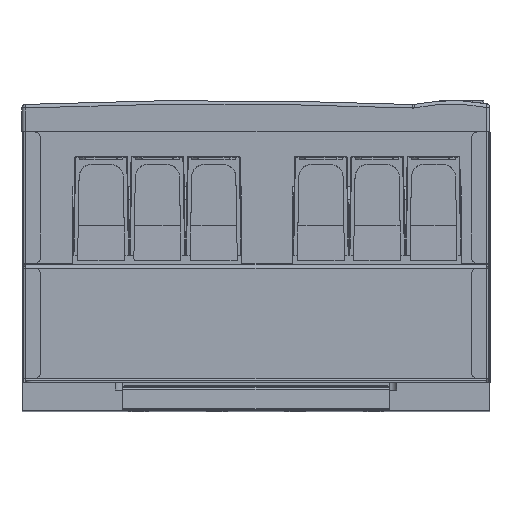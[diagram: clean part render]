
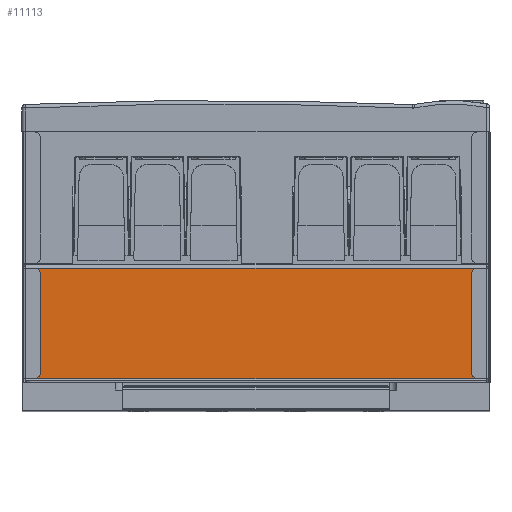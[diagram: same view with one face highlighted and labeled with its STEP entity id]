
A CAD part, top view. The second image highlights one B-rep face of the part: STEP entity #11113.
In plain terms, the highlighted planar face has unit normal (0, 0, 1).
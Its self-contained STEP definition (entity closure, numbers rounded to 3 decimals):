
#11033 = VERTEX_POINT ( 'NONE', #40105 ) ;
#11104 = EDGE_CURVE ( 'NONE', #11105, #11335, #39957, .T. ) ;
#11105 = VERTEX_POINT ( 'NONE', #39953 ) ;
#11113 = ADVANCED_FACE ( 'NONE', ( #40161 ), #40139, .T. ) ;
#11114 = EDGE_LOOP ( 'NONE', ( #11115, #11116, #11784, #11806 ) ) ;
#11115 = ORIENTED_EDGE ( 'NONE', *, *, #11104, .T. ) ;
#11116 = ORIENTED_EDGE ( 'NONE', *, *, #11117, .T. ) ;
#11117 = EDGE_CURVE ( 'NONE', #11335, #11033, #40166, .T. ) ;
#11323 = VERTEX_POINT ( 'NONE', #40450 ) ;
#11327 = EDGE_CURVE ( 'NONE', #11033, #11323, #40448, .T. ) ;
#11335 = VERTEX_POINT ( 'NONE', #40546 ) ;
#11763 = EDGE_CURVE ( 'NONE', #11105, #11323, #41311, .T. ) ;
#11784 = ORIENTED_EDGE ( 'NONE', *, *, #11327, .T. ) ;
#11806 = ORIENTED_EDGE ( 'NONE', *, *, #11763, .F. ) ;
#39953 = CARTESIAN_POINT ( 'NONE',  ( 222., 20.25, 372.25 ) ) ;
#39954 = DIRECTION ( 'NONE',  ( 0., 1., 0. ) ) ;
#39955 = VECTOR ( 'NONE', #39954, 1000. ) ;
#39956 = CARTESIAN_POINT ( 'NONE',  ( 222., 93., 372.25 ) ) ;
#39957 = LINE ( 'NONE', #39956, #39955 ) ;
#40105 = CARTESIAN_POINT ( 'NONE',  ( -72., 90.75, 372.25 ) ) ;
#40136 = DIRECTION ( 'NONE',  ( 0., 0., 1. ) ) ;
#40137 = CARTESIAN_POINT ( 'NONE',  ( -72., 18., 372.25 ) ) ;
#40138 = AXIS2_PLACEMENT_3D ( 'NONE', #40137, #40136, #40167 ) ;
#40139 = PLANE ( 'NONE',  #40138 ) ;
#40147 = DIRECTION ( 'NONE',  ( -1., 0., 0. ) ) ;
#40148 = VECTOR ( 'NONE', #40147, 1000. ) ;
#40161 = FACE_OUTER_BOUND ( 'NONE', #11114, .T. ) ;
#40165 = CARTESIAN_POINT ( 'NONE',  ( 222., 90.75, 372.25 ) ) ;
#40166 = LINE ( 'NONE', #40165, #40148 ) ;
#40167 = DIRECTION ( 'NONE',  ( 1., 0., 0. ) ) ;
#40445 = DIRECTION ( 'NONE',  ( 0., -1., 0. ) ) ;
#40446 = VECTOR ( 'NONE', #40445, 1000. ) ;
#40447 = CARTESIAN_POINT ( 'NONE',  ( -72., 93., 372.25 ) ) ;
#40448 = LINE ( 'NONE', #40447, #40446 ) ;
#40450 = CARTESIAN_POINT ( 'NONE',  ( -72., 20.25, 372.25 ) ) ;
#40546 = CARTESIAN_POINT ( 'NONE',  ( 222., 90.75, 372.25 ) ) ;
#41308 = DIRECTION ( 'NONE',  ( -1., 0., 0. ) ) ;
#41309 = VECTOR ( 'NONE', #41308, 1000. ) ;
#41310 = CARTESIAN_POINT ( 'NONE',  ( 222., 20.25, 372.25 ) ) ;
#41311 = LINE ( 'NONE', #41310, #41309 ) ;
